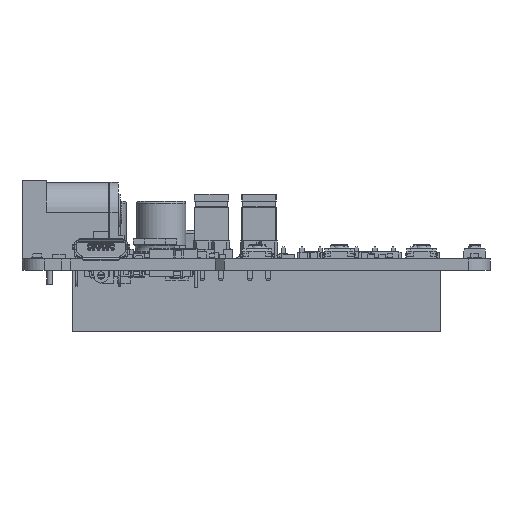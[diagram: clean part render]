
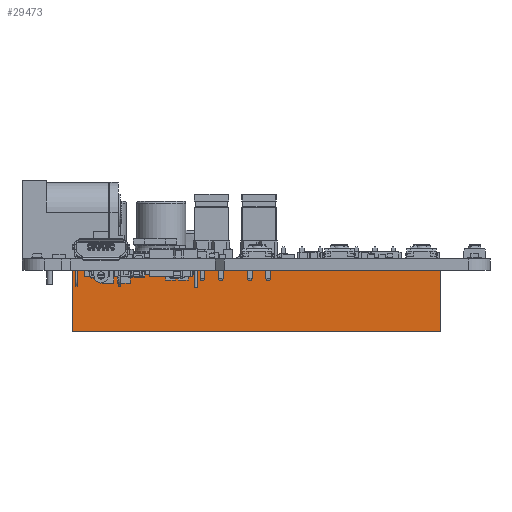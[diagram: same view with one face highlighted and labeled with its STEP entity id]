
A CAD part, front view. The second image highlights one B-rep face of the part: STEP entity #29473.
In plain terms, the highlighted planar face has unit normal (0, -1, 0).
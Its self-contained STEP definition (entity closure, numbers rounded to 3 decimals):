
#2235 = ORIENTED_EDGE ( 'NONE', *, *, #139170, .T. ) ;
#2472 = CARTESIAN_POINT ( 'NONE',  ( 6.9, 50.03, 0. ) ) ;
#9524 = CARTESIAN_POINT ( 'NONE',  ( 7.1, 50.03, -8.5 ) ) ;
#28295 = LINE ( 'NONE', #9524, #169859 ) ;
#29473 = ADVANCED_FACE ( 'NONE', ( #268521 ), #242620, .T. ) ;
#31728 = ORIENTED_EDGE ( 'NONE', *, *, #245079, .F. ) ;
#43554 = CARTESIAN_POINT ( 'NONE',  ( 58.1, 50.03, -8.5 ) ) ;
#43568 = EDGE_CURVE ( 'NONE', #270678, #112254, #95250, .T. ) ;
#69195 = CARTESIAN_POINT ( 'NONE',  ( 6.9, 50.03, -8.5 ) ) ;
#83392 = LINE ( 'NONE', #130852, #217925 ) ;
#94020 = ORIENTED_EDGE ( 'NONE', *, *, #43568, .F. ) ;
#95250 = LINE ( 'NONE', #215926, #276033 ) ;
#101781 = ORIENTED_EDGE ( 'NONE', *, *, #280304, .F. ) ;
#107099 = DIRECTION ( 'NONE',  ( 0., 0., -1. ) ) ;
#112254 = VERTEX_POINT ( 'NONE', #2472 ) ;
#116585 = EDGE_LOOP ( 'NONE', ( #31728, #94020, #2235, #101781 ) ) ;
#130852 = CARTESIAN_POINT ( 'NONE',  ( 58.1, 50.03, -8.5 ) ) ;
#139170 = EDGE_CURVE ( 'NONE', #270678, #279172, #28295, .T. ) ;
#141631 = LINE ( 'NONE', #221064, #290573 ) ;
#150546 = DIRECTION ( 'NONE',  ( 0., 0., 1. ) ) ;
#169859 = VECTOR ( 'NONE', #282665, 1000. ) ;
#175178 = CARTESIAN_POINT ( 'NONE',  ( 7.1, 50.03, -8.5 ) ) ;
#176169 = DIRECTION ( 'NONE',  ( 0., 0., -1. ) ) ;
#185701 = AXIS2_PLACEMENT_3D ( 'NONE', #175178, #235703, #176169 ) ;
#215926 = CARTESIAN_POINT ( 'NONE',  ( 6.9, 50.03, 0. ) ) ;
#217925 = VECTOR ( 'NONE', #107099, 1000. ) ;
#221064 = CARTESIAN_POINT ( 'NONE',  ( 7.1, 50.03, 0. ) ) ;
#235703 = DIRECTION ( 'NONE',  ( 0., -1., 0. ) ) ;
#242620 = PLANE ( 'NONE',  #185701 ) ;
#244630 = VERTEX_POINT ( 'NONE', #249051 ) ;
#245079 = EDGE_CURVE ( 'NONE', #112254, #244630, #141631, .T. ) ;
#249051 = CARTESIAN_POINT ( 'NONE',  ( 58.1, 50.03, 0. ) ) ;
#266635 = DIRECTION ( 'NONE',  ( 1., 0., 0. ) ) ;
#268521 = FACE_OUTER_BOUND ( 'NONE', #116585, .T. ) ;
#270678 = VERTEX_POINT ( 'NONE', #69195 ) ;
#276033 = VECTOR ( 'NONE', #150546, 1000. ) ;
#279172 = VERTEX_POINT ( 'NONE', #43554 ) ;
#280304 = EDGE_CURVE ( 'NONE', #244630, #279172, #83392, .T. ) ;
#282665 = DIRECTION ( 'NONE',  ( 1., 0., 0. ) ) ;
#290573 = VECTOR ( 'NONE', #266635, 1000. ) ;
